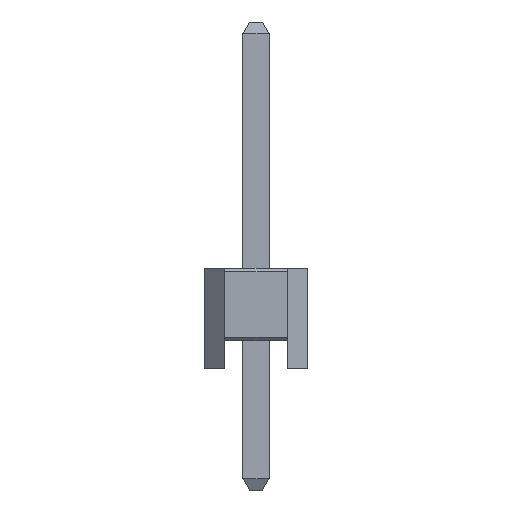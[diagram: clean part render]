
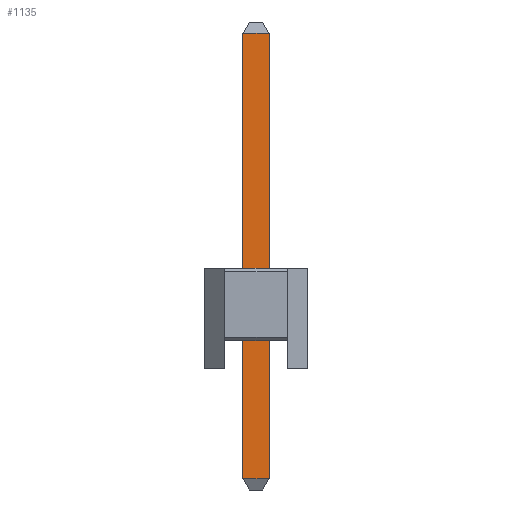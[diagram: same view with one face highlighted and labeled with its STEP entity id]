
A CAD part, left-side view. The second image highlights one B-rep face of the part: STEP entity #1135.
In plain terms, the highlighted planar face has unit normal (-1, 0, 0).
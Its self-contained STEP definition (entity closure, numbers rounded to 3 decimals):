
#1135=ADVANCED_FACE('',(#2673),#2675,.T.);
#2673=FACE_BOUND('',#2674,.T.);
#2674=EDGE_LOOP('',(#3774,#3775,#3776,#3777));
#2675=PLANE('',#2676);
#2676=AXIS2_PLACEMENT_3D('',#2677,#2678,#2679);
#2677=CARTESIAN_POINT('',(-0.325,0.325,-3.));
#2678=DIRECTION('',(-1.,0.,0.));
#2679=DIRECTION('',(0.,-1.,0.));
#3774=ORIENTED_EDGE('',*,*,#4368,.F.);
#3775=ORIENTED_EDGE('',*,*,#4367,.F.);
#3776=ORIENTED_EDGE('',*,*,#4369,.T.);
#3777=ORIENTED_EDGE('',*,*,#4370,.T.);
#4367=EDGE_CURVE('',#4943,#4939,#4945,.T.);
#4368=EDGE_CURVE('',#4939,#4946,#4947,.T.);
#4369=EDGE_CURVE('',#4943,#4948,#4949,.T.);
#4370=EDGE_CURVE('',#4948,#4946,#4950,.T.);
#4939=VERTEX_POINT('',#6125);
#4943=VERTEX_POINT('',#6133);
#4945=LINE('',#6137,#6138);
#4946=VERTEX_POINT('',#6140);
#4947=LINE('',#6141,#6142);
#4948=VERTEX_POINT('',#6144);
#4949=LINE('',#6145,#6146);
#4950=LINE('',#6148,#6149);
#6125=CARTESIAN_POINT('',(-0.325,0.325,8.319));
#6133=CARTESIAN_POINT('',(-0.325,0.325,-2.719));
#6137=CARTESIAN_POINT('',(-0.325,0.325,-2.719));
#6138=VECTOR('',#6139,1.);
#6139=DIRECTION('',(0.,0.,1.));
#6140=CARTESIAN_POINT('',(-0.325,-0.325,8.319));
#6141=CARTESIAN_POINT('',(-0.325,0.325,8.319));
#6142=VECTOR('',#6143,1.);
#6143=DIRECTION('',(0.,-1.,0.));
#6144=CARTESIAN_POINT('',(-0.325,-0.325,-2.719));
#6145=CARTESIAN_POINT('',(-0.325,0.325,-2.719));
#6146=VECTOR('',#6147,1.);
#6147=DIRECTION('',(0.,-1.,0.));
#6148=CARTESIAN_POINT('',(-0.325,-0.325,-2.719));
#6149=VECTOR('',#6150,1.);
#6150=DIRECTION('',(0.,0.,1.));
